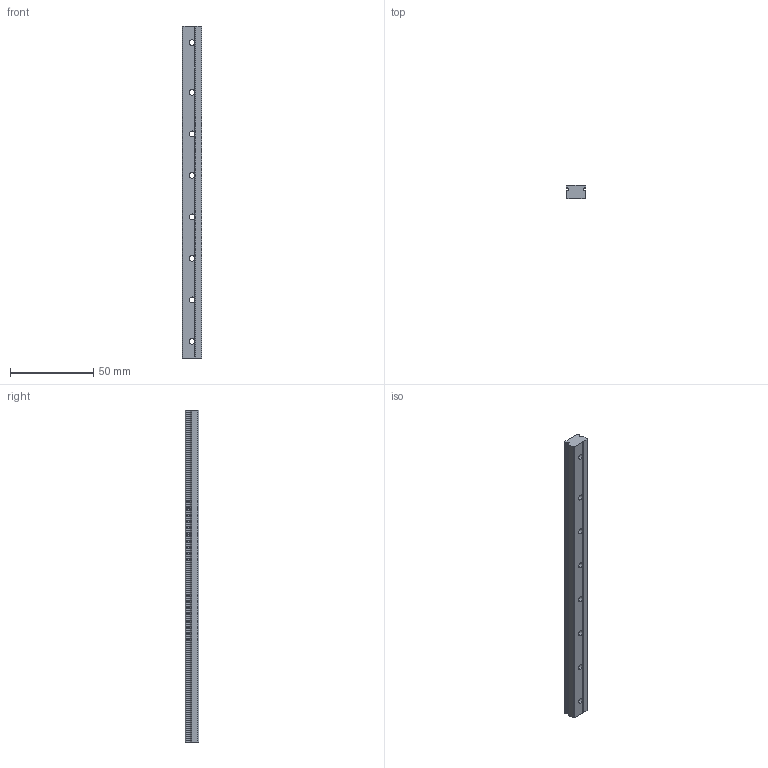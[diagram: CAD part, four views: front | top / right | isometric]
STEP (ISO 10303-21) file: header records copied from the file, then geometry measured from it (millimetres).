
FILE_DESCRIPTION (( 'STEP AP214' ), '1' );
FILE_NAME ('MGN12 LINEAR GUIDE RAIL, CONFIGURABLE, 200 mm.STEP', '2018-10-15T06:56:04', ( '' ), ( '' ), 'SwSTEP 2.0', 'SolidWorks 2018', '' );
FILE_SCHEMA (( 'AUTOMOTIVE_DESIGN' ));
Length unit declared in the file: millimetre
Products named in the file (2): MGN12 LINEAR GUIDE RAIL, CONFIGURABLE, 200 mm
Bounding box: 11.97 x 8 x 200 mm (x, y, z)
Volume: 16873.7 mm3; surface area: 9509.2 mm2
Topology: 1 solids, 1 shells, 78 faces, 228 edges, 152 vertices
Faces by surface type: cylinder 51, plane 27
Entity records: 2779 total; most frequent: CARTESIAN_POINT 532, DIRECTION 490, ORIENTED_EDGE 456, EDGE_CURVE 228, AXIS2_PLACEMENT_3D 190, VERTEX_POINT 152, CIRCLE 110, LINE 110
